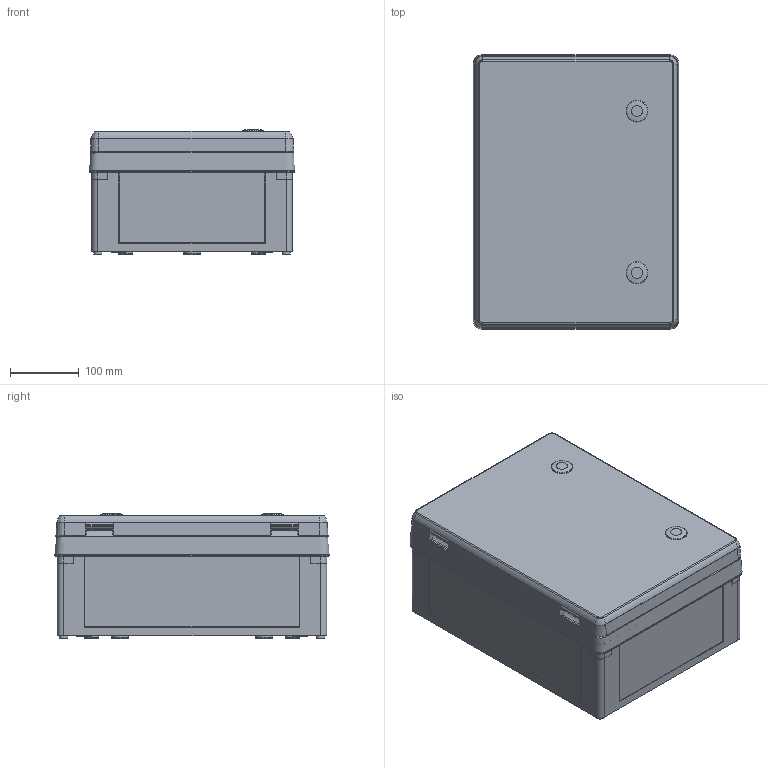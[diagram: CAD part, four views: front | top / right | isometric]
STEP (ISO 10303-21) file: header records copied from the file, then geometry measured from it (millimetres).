
FILE_DESCRIPTION( ( 'STEP AP214' ), '1' );
FILE_NAME( '71143401.stp', '2020-07-23T13:35:57', ( 'License CC BY-ND 4.0' ), ( 'CADENAS' ), ' ', 'PARTsolutions', ' ' );
FILE_SCHEMA( ( 'AUTOMOTIVE_DESIGN { 1 0 10303 214 1 1 1 1 }' ) );
Length unit declared in the file: millimetre
Products named in the file (10): 71143401; _Kasten_3040-14; _rahmen_3040; _rahmenschraube_kurz; _tuer_3040_bt; _scharnier_bg; _schraube_4x13; _geos-s_ drs; _fuehrungselement; _Einschub_ecke_tgw
Assembly tree (21 placements, depth 2):
  71143401
    _Kasten_3040-14
    _rahmen_3040
    _rahmenschraube_kurz  x4
    _tuer_3040_bt
    _scharnier_bg  x2
    _schraube_4x13  x4
    _geos-s_ drs  x2
    _fuehrungselement  x2
    _Einschub_ecke_tgw  x4
Bounding box: 300 x 400 x 182.5 mm (x, y, z)
Volume: 1255347.5 mm3; surface area: 1485492.8 mm2
Topology: 20 solids, 37 shells, 2979 faces, 7847 edges, 5181 vertices
Faces by surface type: plane 1864, cylinder 712, cone 258, torus 113, bspline 32
Full cylindrical faces by diameter (mm): 2.5 x4, 3.1 x4, 3.26 x4, 3.45 x75, 4.2 x4, 4.45 x12, 4.5 x4, 4.65 x4, 7.2 x4, 7.5 x9, 8 x4, 9 x8, 9.4 x4, 9.5 x4, 10 x4, 11 x4, 13.4 x2, 14.8 x4, 15.5 x4, 16.5 x4, 19 x2, 20.5 x4, 28.5 x4, 30 x2, 32.5 x4, 36.5 x4, 38.5 x1, 40.5 x4
Entity records: 100243 total; most frequent: CARTESIAN_POINT 19026, ORIENTED_EDGE 12528, DIRECTION 12461, EDGE_CURVE 6264, VERTEX_POINT 4331, AXIS2_PLACEMENT_3D 4237, LINE 3987, VECTOR 3987
